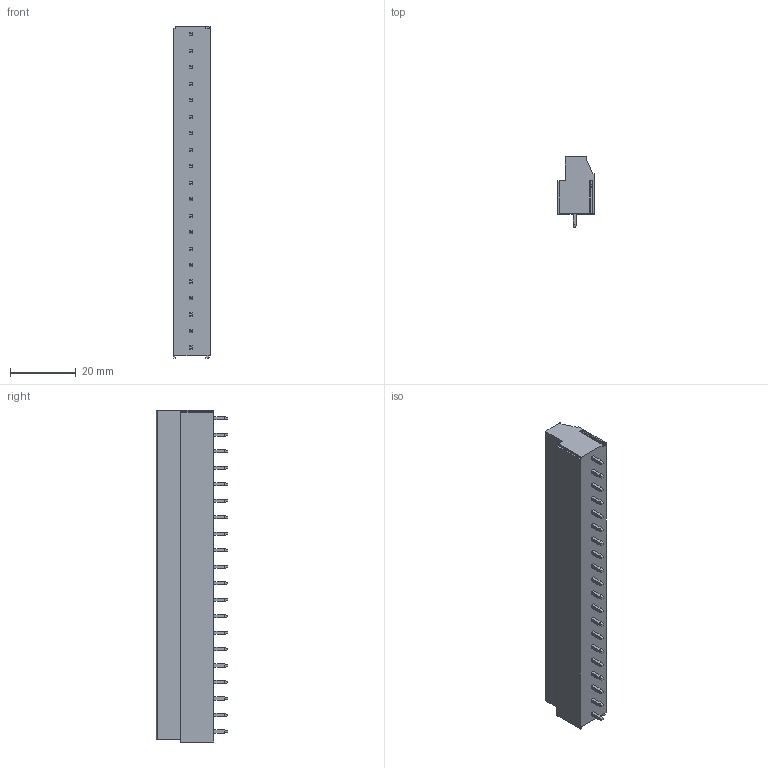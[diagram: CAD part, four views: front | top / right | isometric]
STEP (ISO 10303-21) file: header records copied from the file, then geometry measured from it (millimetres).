
FILE_DESCRIPTION((''),'2;1');
FILE_NAME('PRT0001','2025-01-08T',('sj'),(''),'PRO/ENGINEER BY PARAMETRIC TECHNOLOGY CORPORATION, 2013240','PRO/ENGINEER BY PARAMETRIC TECHNOLOGY CORPORATION, 2013240','');
FILE_SCHEMA(('AUTOMOTIVE_DESIGN_CC2 { 1 2 10303 214 -1 1 5 2 }'));
Length unit declared in the file: millimetre
Products named in the file (1): PRT0001
Bounding box: 11.2 x 21.6 x 100.65 mm (x, y, z)
Volume: 15747.7 mm3; surface area: 8282.2 mm2
Topology: 1 solids, 1 shells, 868 faces, 2038 edges, 1252 vertices
Faces by surface type: plane 617, cylinder 171, cone 80
Entity records: 24324 total; most frequent: DIRECTION 4196, CARTESIAN_POINT 4158, ORIENTED_EDGE 4076, EDGE_CURVE 2038, VECTOR 1616, LINE 1616, AXIS2_PLACEMENT_3D 1290, VERTEX_POINT 1252
